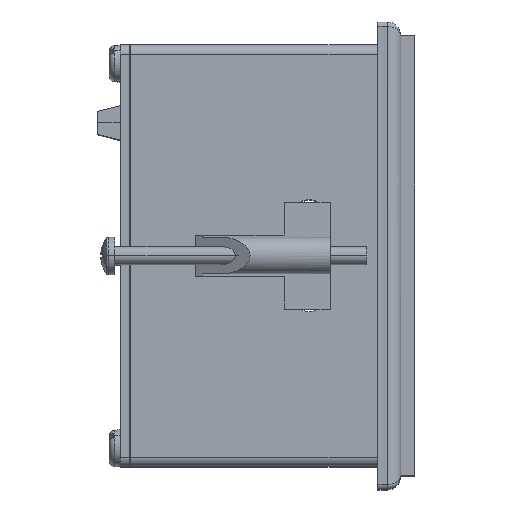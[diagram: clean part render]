
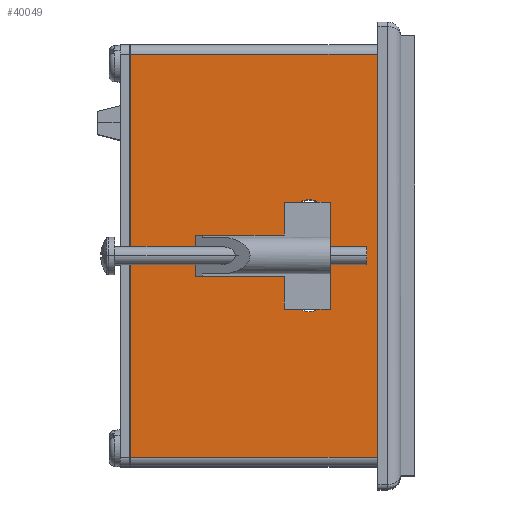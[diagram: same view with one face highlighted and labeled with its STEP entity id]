
A CAD part, top view. The second image highlights one B-rep face of the part: STEP entity #40049.
In plain terms, the highlighted face is planar.
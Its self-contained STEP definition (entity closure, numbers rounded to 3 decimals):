
#445 = VERTEX_POINT ( 'NONE', #25566 ) ;
#454 = VERTEX_POINT ( 'NONE', #25565 ) ;
#471 = EDGE_CURVE ( 'NONE', #445, #454, #25559, .T. ) ;
#682 = EDGE_LOOP ( 'NONE', ( #25412, #2239 ) ) ;
#791 = ORIENTED_EDGE ( 'NONE', *, *, #2622, .F. ) ;
#1758 = PLANE ( 'NONE',  #1915 ) ;
#1821 = CARTESIAN_POINT ( 'NONE',  ( 0., 0., 56. ) ) ;
#1833 = FACE_BOUND ( 'NONE', #682, .T. ) ;
#1837 = FACE_OUTER_BOUND ( 'NONE', #2617, .T. ) ;
#1839 = FACE_BOUND ( 'NONE', #2615, .T. ) ;
#1888 = DIRECTION ( 'NONE',  ( 0., 1., 0. ) ) ;
#1890 = DIRECTION ( 'NONE',  ( 1., 0., 0. ) ) ;
#1915 = AXIS2_PLACEMENT_3D ( 'NONE', #1821, #1890, #1888 ) ;
#2213 = EDGE_CURVE ( 'NONE', #11529, #11566, #27452, .T. ) ;
#2239 = ORIENTED_EDGE ( 'NONE', *, *, #11538, .F. ) ;
#2587 = ORIENTED_EDGE ( 'NONE', *, *, #5855, .F. ) ;
#2588 = ORIENTED_EDGE ( 'NONE', *, *, #471, .T. ) ;
#2595 = EDGE_CURVE ( 'NONE', #454, #2596, #27510, .T. ) ;
#2596 = VERTEX_POINT ( 'NONE', #27511 ) ;
#2603 = VERTEX_POINT ( 'NONE', #27507 ) ;
#2613 = ORIENTED_EDGE ( 'NONE', *, *, #2614, .T. ) ;
#2614 = EDGE_CURVE ( 'NONE', #2603, #445, #27543, .T. ) ;
#2615 = EDGE_LOOP ( 'NONE', ( #2618, #2587 ) ) ;
#2617 = EDGE_LOOP ( 'NONE', ( #2588, #2620, #791, #2613 ) ) ;
#2618 = ORIENTED_EDGE ( 'NONE', *, *, #2625, .F. ) ;
#2620 = ORIENTED_EDGE ( 'NONE', *, *, #2595, .T. ) ;
#2622 = EDGE_CURVE ( 'NONE', #2603, #2596, #27525, .T. ) ;
#2625 = EDGE_CURVE ( 'NONE', #5653, #5634, #27544, .T. ) ;
#5634 = VERTEX_POINT ( 'NONE', #6396 ) ;
#5653 = VERTEX_POINT ( 'NONE', #6473 ) ;
#5855 = EDGE_CURVE ( 'NONE', #5634, #5653, #6731, .T. ) ;
#6396 = CARTESIAN_POINT ( 'NONE',  ( 0., 58.25, 39. ) ) ;
#6473 = CARTESIAN_POINT ( 'NONE',  ( 0., 51.75, 39. ) ) ;
#6731 = CIRCLE ( 'NONE', #6737, 3.25 ) ;
#6737 = AXIS2_PLACEMENT_3D ( 'NONE', #6784, #6773, #6772 ) ;
#6772 = DIRECTION ( 'NONE',  ( 0., -1., 0. ) ) ;
#6773 = DIRECTION ( 'NONE',  ( -1., 0., 0. ) ) ;
#6784 = CARTESIAN_POINT ( 'NONE',  ( 0., 55., 39. ) ) ;
#7864 = CIRCLE ( 'NONE', #7903, 3.25 ) ;
#7875 = CARTESIAN_POINT ( 'NONE',  ( 0., 33.75, 39. ) ) ;
#7901 = DIRECTION ( 'NONE',  ( 0., -1., 0. ) ) ;
#7902 = DIRECTION ( 'NONE',  ( -1., 0., 0. ) ) ;
#7903 = AXIS2_PLACEMENT_3D ( 'NONE', #7909, #7902, #7901 ) ;
#7909 = CARTESIAN_POINT ( 'NONE',  ( 0., 37., 39. ) ) ;
#7918 = CARTESIAN_POINT ( 'NONE',  ( 0., 40.25, 39. ) ) ;
#11529 = VERTEX_POINT ( 'NONE', #7875 ) ;
#11538 = EDGE_CURVE ( 'NONE', #11566, #11529, #7864, .T. ) ;
#11566 = VERTEX_POINT ( 'NONE', #7918 ) ;
#25412 = ORIENTED_EDGE ( 'NONE', *, *, #2213, .F. ) ;
#25557 = DIRECTION ( 'NONE',  ( 0., -1., 0. ) ) ;
#25558 = CARTESIAN_POINT ( 'NONE',  ( 0., 0., 0. ) ) ;
#25559 = LINE ( 'NONE', #25558, #25608 ) ;
#25565 = CARTESIAN_POINT ( 'NONE',  ( 0., 2., 0. ) ) ;
#25566 = CARTESIAN_POINT ( 'NONE',  ( 0., 90., 0. ) ) ;
#25608 = VECTOR ( 'NONE', #25557, 1000. ) ;
#27448 = DIRECTION ( 'NONE',  ( 0., -1., 0. ) ) ;
#27449 = DIRECTION ( 'NONE',  ( -1., 0., 0. ) ) ;
#27452 = CIRCLE ( 'NONE', #27459, 3.25 ) ;
#27458 = CARTESIAN_POINT ( 'NONE',  ( 0., 37., 39. ) ) ;
#27459 = AXIS2_PLACEMENT_3D ( 'NONE', #27458, #27449, #27448 ) ;
#27507 = CARTESIAN_POINT ( 'NONE',  ( 0., 90., 56. ) ) ;
#27508 = DIRECTION ( 'NONE',  ( 0., 0., 1. ) ) ;
#27509 = VECTOR ( 'NONE', #27508, 1000. ) ;
#27510 = LINE ( 'NONE', #27516, #27509 ) ;
#27511 = CARTESIAN_POINT ( 'NONE',  ( 0., 2., 56. ) ) ;
#27516 = CARTESIAN_POINT ( 'NONE',  ( 0., 2., 56. ) ) ;
#27523 = DIRECTION ( 'NONE',  ( 0., -1., 0. ) ) ;
#27524 = VECTOR ( 'NONE', #27523, 1000. ) ;
#27525 = LINE ( 'NONE', #27530, #27524 ) ;
#27530 = CARTESIAN_POINT ( 'NONE',  ( 0., 0., 56. ) ) ;
#27534 = DIRECTION ( 'NONE',  ( 0., 0., -1. ) ) ;
#27535 = VECTOR ( 'NONE', #27534, 1000. ) ;
#27536 = CARTESIAN_POINT ( 'NONE',  ( 0., 90., 56. ) ) ;
#27543 = LINE ( 'NONE', #27536, #27535 ) ;
#27544 = CIRCLE ( 'NONE', #27545, 3.25 ) ;
#27545 = AXIS2_PLACEMENT_3D ( 'NONE', #27569, #27568, #27567 ) ;
#27567 = DIRECTION ( 'NONE',  ( 0., -1., 0. ) ) ;
#27568 = DIRECTION ( 'NONE',  ( -1., 0., 0. ) ) ;
#27569 = CARTESIAN_POINT ( 'NONE',  ( 0., 55., 39. ) ) ;
#40049 = ADVANCED_FACE ( 'NONE', ( #1833, #1839, #1837 ), #1758, .F. ) ;
